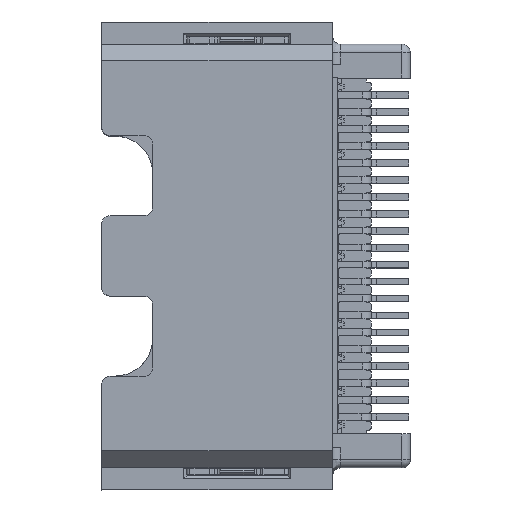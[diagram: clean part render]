
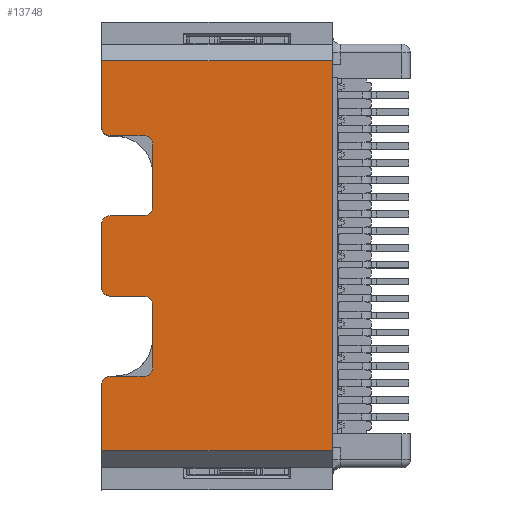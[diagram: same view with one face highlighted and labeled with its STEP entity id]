
A CAD part, top view. The second image highlights one B-rep face of the part: STEP entity #13748.
In plain terms, the highlighted planar face has unit normal (0, 0, 1).
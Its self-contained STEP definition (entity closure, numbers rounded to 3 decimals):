
#902=CARTESIAN_POINT('',(0.,44.492,11.279));
#903=VERTEX_POINT('',#902);
#911=CARTESIAN_POINT('',(13.6,44.492,11.279));
#912=VERTEX_POINT('',#911);
#919=CARTESIAN_POINT('',(13.6,44.492,11.279));
#920=DIRECTION('',(-1.,0.,0.));
#921=VECTOR('',#920,13.6);
#922=LINE('',#919,#921);
#923=EDGE_CURVE('',#912,#903,#922,.T.);
#6981=CARTESIAN_POINT('',(0.5,48.892,11.279));
#6982=VERTEX_POINT('',#6981);
#6989=CARTESIAN_POINT('',(2.5,48.892,11.279));
#6990=VERTEX_POINT('',#6989);
#6991=CARTESIAN_POINT('',(0.5,48.892,11.279));
#6992=DIRECTION('',(1.,0.,0.));
#6993=VECTOR('',#6992,2.);
#6994=LINE('',#6991,#6993);
#6995=EDGE_CURVE('',#6982,#6990,#6994,.T.);
#7817=CARTESIAN_POINT('',(2.5,63.092,11.279));
#7818=VERTEX_POINT('',#7817);
#7825=CARTESIAN_POINT('',(0.5,63.092,11.279));
#7826=VERTEX_POINT('',#7825);
#7827=CARTESIAN_POINT('',(0.5,63.092,11.279));
#7828=DIRECTION('',(1.,0.,0.));
#7829=VECTOR('',#7828,2.);
#7830=LINE('',#7827,#7829);
#7831=EDGE_CURVE('',#7826,#7818,#7830,.T.);
#13600=CARTESIAN_POINT('',(6.8,55.992,11.279));
#13601=DIRECTION('',(0.,1.,0.));
#13602=DIRECTION('',(0.,-0.,1.));
#13603=AXIS2_PLACEMENT_3D('',#13600,#13602,#13601);
#13604=PLANE('',#13603);
#13605=CARTESIAN_POINT('',(3.,58.867,11.279));
#13606=VERTEX_POINT('',#13605);
#13607=CARTESIAN_POINT('',(3.,62.592,11.279));
#13608=VERTEX_POINT('',#13607);
#13609=CARTESIAN_POINT('',(3.,58.867,11.279));
#13610=DIRECTION('',(0.,1.,0.));
#13611=VECTOR('',#13610,3.725);
#13612=LINE('',#13609,#13611);
#13613=EDGE_CURVE('',#13606,#13608,#13612,.T.);
#13614=ORIENTED_EDGE('',*,*,#13613,.F.);
#13615=CARTESIAN_POINT('',(2.5,58.367,11.279));
#13616=VERTEX_POINT('',#13615);
#13617=CARTESIAN_POINT('',(2.5,58.867,11.279));
#13618=DIRECTION('',(0.,-1.,0.));
#13619=DIRECTION('',(0.,0.,1.));
#13620=AXIS2_PLACEMENT_3D('',#13617,#13619,#13618);
#13621=CIRCLE('',#13620,0.5);
#13622=EDGE_CURVE('',#13616,#13606,#13621,.T.);
#13623=ORIENTED_EDGE('',*,*,#13622,.F.);
#13624=CARTESIAN_POINT('',(0.5,58.367,11.279));
#13625=VERTEX_POINT('',#13624);
#13626=CARTESIAN_POINT('',(0.5,58.367,11.279));
#13627=DIRECTION('',(1.,0.,0.));
#13628=VECTOR('',#13627,2.);
#13629=LINE('',#13626,#13628);
#13630=EDGE_CURVE('',#13625,#13616,#13629,.T.);
#13631=ORIENTED_EDGE('',*,*,#13630,.F.);
#13632=CARTESIAN_POINT('',(0.,57.867,11.279));
#13633=VERTEX_POINT('',#13632);
#13634=CARTESIAN_POINT('',(0.5,57.867,11.279));
#13635=DIRECTION('',(-1.,0.,0.));
#13636=DIRECTION('',(0.,0.,-1.));
#13637=AXIS2_PLACEMENT_3D('',#13634,#13636,#13635);
#13638=CIRCLE('',#13637,0.5);
#13639=EDGE_CURVE('',#13633,#13625,#13638,.T.);
#13640=ORIENTED_EDGE('',*,*,#13639,.F.);
#13641=CARTESIAN_POINT('',(0.,54.117,11.279));
#13642=VERTEX_POINT('',#13641);
#13643=CARTESIAN_POINT('',(0.,54.117,11.279));
#13644=DIRECTION('',(0.,1.,0.));
#13645=VECTOR('',#13644,3.75);
#13646=LINE('',#13643,#13645);
#13647=EDGE_CURVE('',#13642,#13633,#13646,.T.);
#13648=ORIENTED_EDGE('',*,*,#13647,.F.);
#13649=CARTESIAN_POINT('',(0.5,53.617,11.279));
#13650=VERTEX_POINT('',#13649);
#13651=CARTESIAN_POINT('',(0.5,54.117,11.279));
#13652=DIRECTION('',(0.,-1.,0.));
#13653=DIRECTION('',(0.,0.,-1.));
#13654=AXIS2_PLACEMENT_3D('',#13651,#13653,#13652);
#13655=CIRCLE('',#13654,0.5);
#13656=EDGE_CURVE('',#13650,#13642,#13655,.T.);
#13657=ORIENTED_EDGE('',*,*,#13656,.F.);
#13658=CARTESIAN_POINT('',(2.5,53.617,11.279));
#13659=VERTEX_POINT('',#13658);
#13660=CARTESIAN_POINT('',(2.5,53.617,11.279));
#13661=DIRECTION('',(-1.,0.,0.));
#13662=VECTOR('',#13661,2.);
#13663=LINE('',#13660,#13662);
#13664=EDGE_CURVE('',#13659,#13650,#13663,.T.);
#13665=ORIENTED_EDGE('',*,*,#13664,.F.);
#13666=CARTESIAN_POINT('',(3.,53.117,11.279));
#13667=VERTEX_POINT('',#13666);
#13668=CARTESIAN_POINT('',(2.5,53.117,11.279));
#13669=DIRECTION('',(1.,0.,0.));
#13670=DIRECTION('',(0.,0.,1.));
#13671=AXIS2_PLACEMENT_3D('',#13668,#13670,#13669);
#13672=CIRCLE('',#13671,0.5);
#13673=EDGE_CURVE('',#13667,#13659,#13672,.T.);
#13674=ORIENTED_EDGE('',*,*,#13673,.F.);
#13675=CARTESIAN_POINT('',(3.,49.392,11.279));
#13676=VERTEX_POINT('',#13675);
#13677=CARTESIAN_POINT('',(3.,53.117,11.279));
#13678=DIRECTION('',(0.,-1.,0.));
#13679=VECTOR('',#13678,3.725);
#13680=LINE('',#13677,#13679);
#13681=EDGE_CURVE('',#13667,#13676,#13680,.T.);
#13682=ORIENTED_EDGE('',*,*,#13681,.T.);
#13683=CARTESIAN_POINT('',(2.5,49.392,11.279));
#13684=DIRECTION('',(0.,-1.,0.));
#13685=DIRECTION('',(0.,0.,1.));
#13686=AXIS2_PLACEMENT_3D('',#13683,#13685,#13684);
#13687=CIRCLE('',#13686,0.5);
#13688=EDGE_CURVE('',#6990,#13676,#13687,.T.);
#13689=ORIENTED_EDGE('',*,*,#13688,.F.);
#13690=ORIENTED_EDGE('',*,*,#6995,.F.);
#13691=CARTESIAN_POINT('',(0.,48.392,11.279));
#13692=VERTEX_POINT('',#13691);
#13693=CARTESIAN_POINT('',(0.5,48.392,11.279));
#13694=DIRECTION('',(-1.,0.,0.));
#13695=DIRECTION('',(0.,0.,-1.));
#13696=AXIS2_PLACEMENT_3D('',#13693,#13695,#13694);
#13697=CIRCLE('',#13696,0.5);
#13698=EDGE_CURVE('',#13692,#6982,#13697,.T.);
#13699=ORIENTED_EDGE('',*,*,#13698,.F.);
#13700=CARTESIAN_POINT('',(0.,48.392,11.279));
#13701=DIRECTION('',(0.,-1.,0.));
#13702=VECTOR('',#13701,3.9);
#13703=LINE('',#13700,#13702);
#13704=EDGE_CURVE('',#13692,#903,#13703,.T.);
#13705=ORIENTED_EDGE('',*,*,#13704,.T.);
#13706=ORIENTED_EDGE('',*,*,#923,.F.);
#13707=CARTESIAN_POINT('',(13.6,67.492,11.279));
#13708=VERTEX_POINT('',#13707);
#13709=CARTESIAN_POINT('',(13.6,44.492,11.279));
#13710=DIRECTION('',(0.,1.,0.));
#13711=VECTOR('',#13710,23.);
#13712=LINE('',#13709,#13711);
#13713=EDGE_CURVE('',#912,#13708,#13712,.T.);
#13714=ORIENTED_EDGE('',*,*,#13713,.T.);
#13715=CARTESIAN_POINT('',(0.,67.492,11.279));
#13716=VERTEX_POINT('',#13715);
#13717=CARTESIAN_POINT('',(0.,67.492,11.279));
#13718=DIRECTION('',(1.,0.,0.));
#13719=VECTOR('',#13718,13.6);
#13720=LINE('',#13717,#13719);
#13721=EDGE_CURVE('',#13716,#13708,#13720,.T.);
#13722=ORIENTED_EDGE('',*,*,#13721,.F.);
#13723=CARTESIAN_POINT('',(0.,63.592,11.279));
#13724=VERTEX_POINT('',#13723);
#13725=CARTESIAN_POINT('',(0.,67.492,11.279));
#13726=DIRECTION('',(0.,-1.,0.));
#13727=VECTOR('',#13726,3.9);
#13728=LINE('',#13725,#13727);
#13729=EDGE_CURVE('',#13716,#13724,#13728,.T.);
#13730=ORIENTED_EDGE('',*,*,#13729,.T.);
#13731=CARTESIAN_POINT('',(0.5,63.592,11.279));
#13732=DIRECTION('',(0.,-1.,0.));
#13733=DIRECTION('',(0.,0.,-1.));
#13734=AXIS2_PLACEMENT_3D('',#13731,#13733,#13732);
#13735=CIRCLE('',#13734,0.5);
#13736=EDGE_CURVE('',#7826,#13724,#13735,.T.);
#13737=ORIENTED_EDGE('',*,*,#13736,.F.);
#13738=ORIENTED_EDGE('',*,*,#7831,.T.);
#13739=CARTESIAN_POINT('',(2.5,62.592,11.279));
#13740=DIRECTION('',(1.,0.,0.));
#13741=DIRECTION('',(0.,0.,1.));
#13742=AXIS2_PLACEMENT_3D('',#13739,#13741,#13740);
#13743=CIRCLE('',#13742,0.5);
#13744=EDGE_CURVE('',#13608,#7818,#13743,.T.);
#13745=ORIENTED_EDGE('',*,*,#13744,.F.);
#13746=EDGE_LOOP('',(#13614,#13623,#13631,#13640,#13648,#13657,#13665,#13674,#13682,#13689,#13690,#13699,#13705,#13706,#13714,#13722,#13730,#13737,#13738,#13745));
#13747=FACE_OUTER_BOUND('',#13746,.T.);
#13748=ADVANCED_FACE('',(#13747),#13604,.T.);
